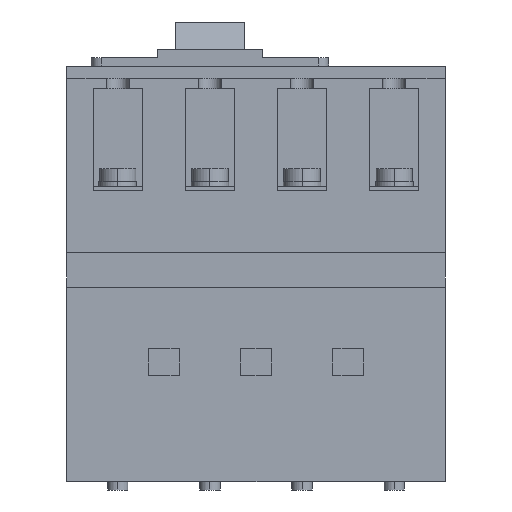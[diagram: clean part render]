
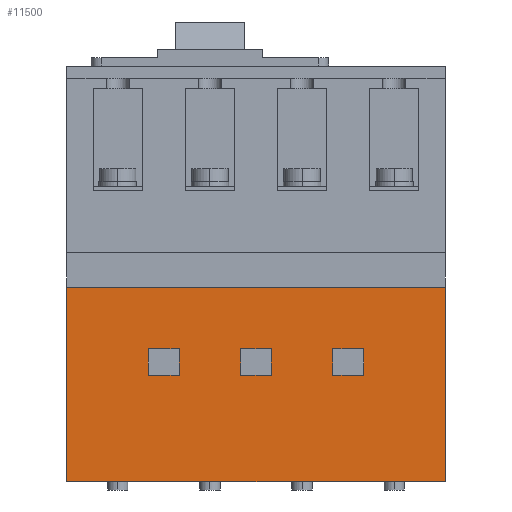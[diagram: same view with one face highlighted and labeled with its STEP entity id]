
A CAD part, front view. The second image highlights one B-rep face of the part: STEP entity #11500.
In plain terms, the highlighted planar face has unit normal (0, -1, 0).
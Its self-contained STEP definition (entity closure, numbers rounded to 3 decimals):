
#6670=CARTESIAN_POINT('',(185.,5.,-146.651));
#6680=VERTEX_POINT('',#6670);
#6710=CARTESIAN_POINT('',(0.,5.,-146.651));
#6720=DIRECTION('',(-1.,0.,0.));
#6730=VECTOR('',#6720,1.);
#6740=LINE('',#6710,#6730);
#6750=CARTESIAN_POINT('',(0.,5.,-146.651));
#6760=VERTEX_POINT('',#6750);
#6770=EDGE_CURVE('',#6680,#6760,#6740,.T.);
#7410=CARTESIAN_POINT('',(185.,5.,-241.651));
#7420=VERTEX_POINT('',#7410);
#7570=CARTESIAN_POINT('',(0.,5.,-241.651));
#7580=VERTEX_POINT('',#7570);
#7610=CARTESIAN_POINT('',(0.,5.,-241.651));
#7620=DIRECTION('',(1.,0.,0.));
#7630=VECTOR('',#7620,1.);
#7640=LINE('',#7610,#7630);
#7650=EDGE_CURVE('',#7580,#7420,#7640,.T.);
#8640=CARTESIAN_POINT('',(185.,5.,0.));
#8650=DIRECTION('',(0.,0.,-1.));
#8660=VECTOR('',#8650,1.);
#8670=LINE('',#8640,#8660);
#8680=EDGE_CURVE('',#6680,#7420,#8670,.T.);
#10320=CARTESIAN_POINT('',(182.839,5.,-184.682));
#10330=DIRECTION('',(0.,-1.,0.));
#10340=DIRECTION('',(1.,0.,0.));
#10350=AXIS2_PLACEMENT_3D('',#10320,#10330,#10340);
#10360=PLANE('',#10350);
#10370=CARTESIAN_POINT('',(0.,5.,0.));
#10380=DIRECTION('',(0.,0.,-1.));
#10390=VECTOR('',#10380,1.);
#10400=LINE('',#10370,#10390);
#10410=EDGE_CURVE('',#6760,#7580,#10400,.T.);
#10420=ORIENTED_EDGE('',*,*,#10410,.T.);
#10430=ORIENTED_EDGE('',*,*,#6770,.T.);
#10440=ORIENTED_EDGE('',*,*,#8680,.F.);
#10450=ORIENTED_EDGE('',*,*,#7650,.T.);
#10460=EDGE_LOOP('',(#10450,#10440,#10430,#10420));
#10470=FACE_OUTER_BOUND('',#10460,.T.);
#10480=CARTESIAN_POINT('',(0.,5.,-189.651));
#10490=DIRECTION('',(-1.,0.,0.));
#10500=VECTOR('',#10490,1.);
#10510=LINE('',#10480,#10500);
#10520=CARTESIAN_POINT('',(145.,5.,-189.651));
#10530=VERTEX_POINT('',#10520);
#10540=CARTESIAN_POINT('',(130.,5.,-189.651));
#10550=VERTEX_POINT('',#10540);
#10560=EDGE_CURVE('',#10530,#10550,#10510,.T.);
#10570=ORIENTED_EDGE('',*,*,#10560,.T.);
#10580=CARTESIAN_POINT('',(145.,5.,0.));
#10590=DIRECTION('',(0.,0.,-1.));
#10600=VECTOR('',#10590,1.);
#10610=LINE('',#10580,#10600);
#10620=CARTESIAN_POINT('',(145.,5.,-176.651));
#10630=VERTEX_POINT('',#10620);
#10640=EDGE_CURVE('',#10630,#10530,#10610,.T.);
#10650=ORIENTED_EDGE('',*,*,#10640,.T.);
#10660=CARTESIAN_POINT('',(0.,5.,-176.651));
#10670=DIRECTION('',(1.,0.,0.));
#10680=VECTOR('',#10670,1.);
#10690=LINE('',#10660,#10680);
#10700=CARTESIAN_POINT('',(130.,5.,-176.651));
#10710=VERTEX_POINT('',#10700);
#10720=EDGE_CURVE('',#10710,#10630,#10690,.T.);
#10730=ORIENTED_EDGE('',*,*,#10720,.T.);
#10740=CARTESIAN_POINT('',(130.,5.,0.));
#10750=DIRECTION('',(0.,0.,1.));
#10760=VECTOR('',#10750,1.);
#10770=LINE('',#10740,#10760);
#10780=EDGE_CURVE('',#10550,#10710,#10770,.T.);
#10790=ORIENTED_EDGE('',*,*,#10780,.T.);
#10800=EDGE_LOOP('',(#10790,#10730,#10650,#10570));
#10810=FACE_BOUND('',#10800,.T.);
#10820=CARTESIAN_POINT('',(0.,5.,-189.651));
#10830=DIRECTION('',(-1.,0.,0.));
#10840=VECTOR('',#10830,1.);
#10850=LINE('',#10820,#10840);
#10860=CARTESIAN_POINT('',(100.,5.,-189.651));
#10870=VERTEX_POINT('',#10860);
#10880=CARTESIAN_POINT('',(85.,5.,-189.651));
#10890=VERTEX_POINT('',#10880);
#10900=EDGE_CURVE('',#10870,#10890,#10850,.T.);
#10910=ORIENTED_EDGE('',*,*,#10900,.T.);
#10920=CARTESIAN_POINT('',(100.,5.,0.));
#10930=DIRECTION('',(0.,0.,-1.));
#10940=VECTOR('',#10930,1.);
#10950=LINE('',#10920,#10940);
#10960=CARTESIAN_POINT('',(100.,5.,-176.651));
#10970=VERTEX_POINT('',#10960);
#10980=EDGE_CURVE('',#10970,#10870,#10950,.T.);
#10990=ORIENTED_EDGE('',*,*,#10980,.T.);
#11000=CARTESIAN_POINT('',(0.,5.,-176.651));
#11010=DIRECTION('',(1.,0.,0.));
#11020=VECTOR('',#11010,1.);
#11030=LINE('',#11000,#11020);
#11040=CARTESIAN_POINT('',(85.,5.,-176.651));
#11050=VERTEX_POINT('',#11040);
#11060=EDGE_CURVE('',#11050,#10970,#11030,.T.);
#11070=ORIENTED_EDGE('',*,*,#11060,.T.);
#11080=CARTESIAN_POINT('',(85.,5.,0.));
#11090=DIRECTION('',(0.,0.,1.));
#11100=VECTOR('',#11090,1.);
#11110=LINE('',#11080,#11100);
#11120=EDGE_CURVE('',#10890,#11050,#11110,.T.);
#11130=ORIENTED_EDGE('',*,*,#11120,.T.);
#11140=EDGE_LOOP('',(#11130,#11070,#10990,#10910));
#11150=FACE_BOUND('',#11140,.T.);
#11160=CARTESIAN_POINT('',(0.,5.,-176.651));
#11170=DIRECTION('',(1.,0.,0.));
#11180=VECTOR('',#11170,1.);
#11190=LINE('',#11160,#11180);
#11200=CARTESIAN_POINT('',(40.,5.,-176.651));
#11210=VERTEX_POINT('',#11200);
#11220=CARTESIAN_POINT('',(55.,5.,-176.651));
#11230=VERTEX_POINT('',#11220);
#11240=EDGE_CURVE('',#11210,#11230,#11190,.T.);
#11250=ORIENTED_EDGE('',*,*,#11240,.T.);
#11260=CARTESIAN_POINT('',(40.,5.,0.));
#11270=DIRECTION('',(0.,0.,1.));
#11280=VECTOR('',#11270,1.);
#11290=LINE('',#11260,#11280);
#11300=CARTESIAN_POINT('',(40.,5.,-189.651));
#11310=VERTEX_POINT('',#11300);
#11320=EDGE_CURVE('',#11310,#11210,#11290,.T.);
#11330=ORIENTED_EDGE('',*,*,#11320,.T.);
#11340=CARTESIAN_POINT('',(0.,5.,-189.651));
#11350=DIRECTION('',(-1.,0.,0.));
#11360=VECTOR('',#11350,1.);
#11370=LINE('',#11340,#11360);
#11380=CARTESIAN_POINT('',(55.,5.,-189.651));
#11390=VERTEX_POINT('',#11380);
#11400=EDGE_CURVE('',#11390,#11310,#11370,.T.);
#11410=ORIENTED_EDGE('',*,*,#11400,.T.);
#11420=CARTESIAN_POINT('',(55.,5.,0.));
#11430=DIRECTION('',(0.,0.,-1.));
#11440=VECTOR('',#11430,1.);
#11450=LINE('',#11420,#11440);
#11460=EDGE_CURVE('',#11230,#11390,#11450,.T.);
#11470=ORIENTED_EDGE('',*,*,#11460,.T.);
#11480=EDGE_LOOP('',(#11470,#11410,#11330,#11250));
#11490=FACE_BOUND('',#11480,.T.);
#11500=ADVANCED_FACE('',(#10470,#10810,#11150,#11490),#10360,.T.);
